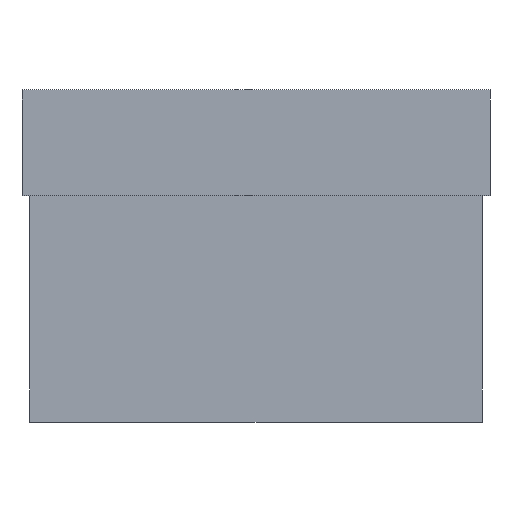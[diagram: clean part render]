
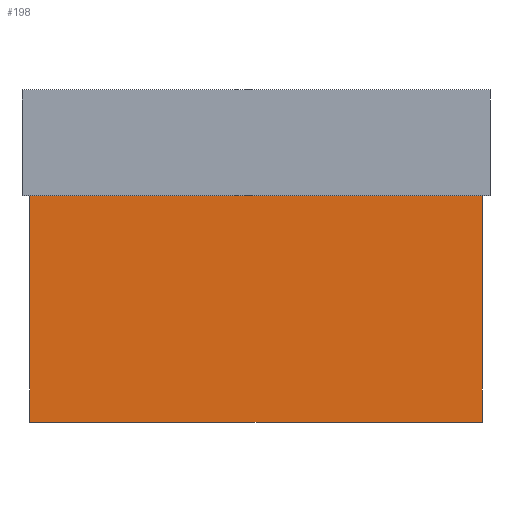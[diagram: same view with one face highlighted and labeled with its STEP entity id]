
A CAD part, left-side view. The second image highlights one B-rep face of the part: STEP entity #198.
In plain terms, the highlighted planar face has unit normal (-1, 0, 0).
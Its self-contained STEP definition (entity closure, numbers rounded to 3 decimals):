
#26=FACE_OUTER_BOUND('',#38,.T.);
#38=EDGE_LOOP('',(#147,#148,#149,#150));
#47=LINE('',#295,#71);
#54=LINE('',#309,#78);
#56=LINE('',#313,#80);
#57=LINE('',#314,#81);
#71=VECTOR('',#242,10.);
#78=VECTOR('',#253,10.);
#80=VECTOR('',#257,10.);
#81=VECTOR('',#258,10.);
#95=VERTEX_POINT('',#293);
#96=VERTEX_POINT('',#294);
#101=VERTEX_POINT('',#308);
#102=VERTEX_POINT('',#312);
#111=EDGE_CURVE('',#95,#96,#47,.T.);
#118=EDGE_CURVE('',#95,#101,#54,.T.);
#120=EDGE_CURVE('',#102,#96,#56,.T.);
#121=EDGE_CURVE('',#101,#102,#57,.T.);
#147=ORIENTED_EDGE('',*,*,#111,.T.);
#148=ORIENTED_EDGE('',*,*,#120,.F.);
#149=ORIENTED_EDGE('',*,*,#121,.F.);
#150=ORIENTED_EDGE('',*,*,#118,.F.);
#186=PLANE('',#226);
#198=ADVANCED_FACE('',(#26),#186,.T.);
#226=AXIS2_PLACEMENT_3D('',#311,#255,#256);
#242=DIRECTION('',(0.,1.,0.));
#253=DIRECTION('',(0.,0.,-1.));
#255=DIRECTION('center_axis',(-1.,0.,0.));
#256=DIRECTION('ref_axis',(0.,1.,0.));
#257=DIRECTION('',(0.,0.,1.));
#258=DIRECTION('',(0.,1.,0.));
#293=CARTESIAN_POINT('',(-3.,-105.001,-33.201));
#294=CARTESIAN_POINT('',(-3.,104.999,-33.201));
#295=CARTESIAN_POINT('',(-3.,-52.501,-33.201));
#308=CARTESIAN_POINT('',(-3.,-105.001,-138.201));
#309=CARTESIAN_POINT('',(-3.,-105.001,-33.201));
#311=CARTESIAN_POINT('Origin',(-3.,-105.001,-33.201));
#312=CARTESIAN_POINT('',(-3.,104.999,-138.201));
#313=CARTESIAN_POINT('',(-3.,104.999,-33.201));
#314=CARTESIAN_POINT('',(-3.,104.999,-138.201));
